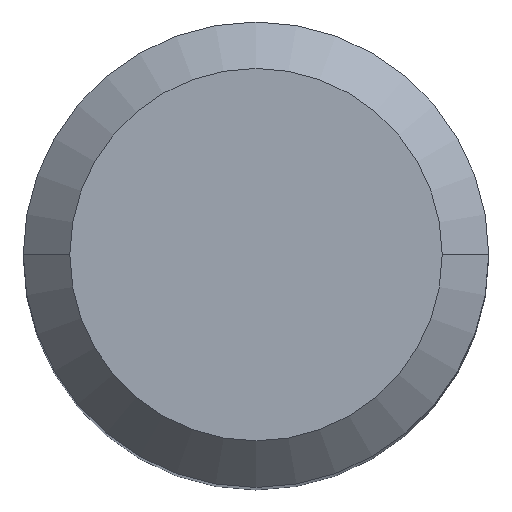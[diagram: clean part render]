
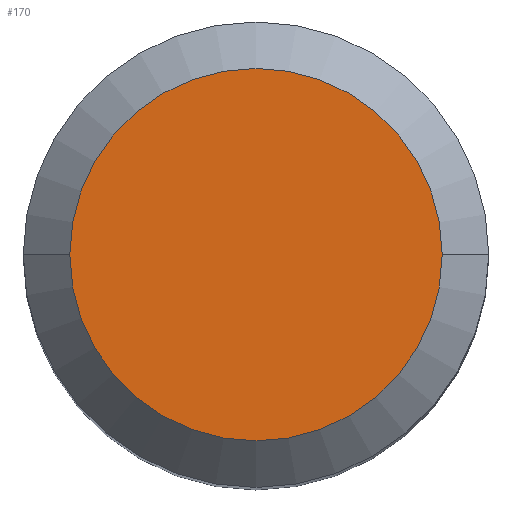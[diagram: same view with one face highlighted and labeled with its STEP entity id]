
A CAD part, top view. The second image highlights one B-rep face of the part: STEP entity #170.
In plain terms, the highlighted planar face has unit normal (0, 0, 1).
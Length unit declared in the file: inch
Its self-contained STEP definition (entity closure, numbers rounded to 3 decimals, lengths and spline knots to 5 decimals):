
#4 = DIRECTION ( 'NONE',  ( 1., 0., 0. ) ) ;
#17 = AXIS2_PLACEMENT_3D ( 'NONE', #364, #19, #256 ) ;
#19 = DIRECTION ( 'NONE',  ( 0., 0., 1. ) ) ;
#28 = PLANE ( 'NONE',  #196 ) ;
#56 = VERTEX_POINT ( 'NONE', #227 ) ;
#57 = CIRCLE ( 'NONE', #246, 0.22048 ) ;
#80 = EDGE_CURVE ( 'NONE', #144, #56, #57, .T. ) ;
#144 = VERTEX_POINT ( 'NONE', #268 ) ;
#145 = DIRECTION ( 'NONE',  ( -1., 0., 0. ) ) ;
#170 = ADVANCED_FACE ( 'NONE', ( #397 ), #28, .F. ) ;
#196 = AXIS2_PLACEMENT_3D ( 'NONE', #332, #448, #145 ) ;
#213 = ORIENTED_EDGE ( 'NONE', *, *, #80, .T. ) ;
#227 = CARTESIAN_POINT ( 'NONE',  ( 0.22048, 0., 0. ) ) ;
#246 = AXIS2_PLACEMENT_3D ( 'NONE', #261, #337, #4 ) ;
#256 = DIRECTION ( 'NONE',  ( 1., 0., 0. ) ) ;
#258 = EDGE_LOOP ( 'NONE', ( #213, #324 ) ) ;
#261 = CARTESIAN_POINT ( 'NONE',  ( 0., 0., 0. ) ) ;
#266 = CIRCLE ( 'NONE', #17, 0.22048 ) ;
#268 = CARTESIAN_POINT ( 'NONE',  ( -0.22048, 0., 0. ) ) ;
#301 = EDGE_CURVE ( 'NONE', #56, #144, #266, .T. ) ;
#324 = ORIENTED_EDGE ( 'NONE', *, *, #301, .T. ) ;
#332 = CARTESIAN_POINT ( 'NONE',  ( 0., 0., 0. ) ) ;
#337 = DIRECTION ( 'NONE',  ( 0., 0., 1. ) ) ;
#364 = CARTESIAN_POINT ( 'NONE',  ( 0., 0., 0. ) ) ;
#397 = FACE_OUTER_BOUND ( 'NONE', #258, .T. ) ;
#448 = DIRECTION ( 'NONE',  ( 0., 0., -1. ) ) ;
